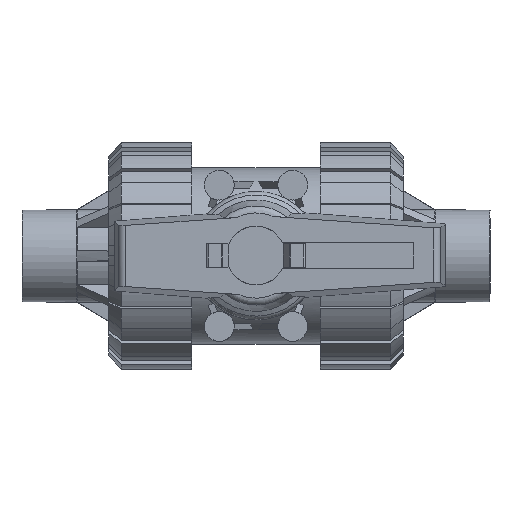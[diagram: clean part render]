
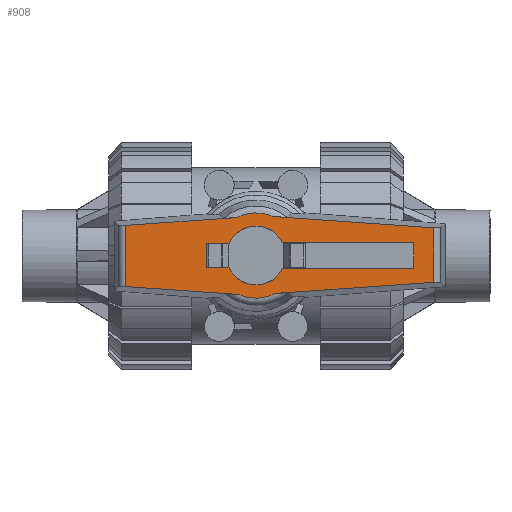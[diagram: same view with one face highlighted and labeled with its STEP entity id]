
A CAD part, top view. The second image highlights one B-rep face of the part: STEP entity #908.
In plain terms, the highlighted planar face has unit normal (0, 0, 1).
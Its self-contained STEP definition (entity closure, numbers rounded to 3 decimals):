
#908=ADVANCED_FACE('',(#2126,#2127),#2128,.T.);
#2126=FACE_BOUND('',#3724,.T.);
#2127=FACE_OUTER_BOUND('',#3725,.T.);
#2128=PLANE('',#3726);
#3724=EDGE_LOOP('',(#7002,#7003,#7004,#7005,#7006,#7007,#7008,#7009));
#3725=EDGE_LOOP('',(#7010,#7011,#7012,#7013,#7014,#7015,#7016,#7017));
#3726=AXIS2_PLACEMENT_3D('',#7018,#7019,#7020);
#7002=ORIENTED_EDGE('',*,*,#10947,.T.);
#7003=ORIENTED_EDGE('',*,*,#11018,.T.);
#7004=ORIENTED_EDGE('',*,*,#11125,.T.);
#7005=ORIENTED_EDGE('',*,*,#11133,.T.);
#7006=ORIENTED_EDGE('',*,*,#10929,.T.);
#7007=ORIENTED_EDGE('',*,*,#10869,.T.);
#7008=ORIENTED_EDGE('',*,*,#10860,.T.);
#7009=ORIENTED_EDGE('',*,*,#10938,.T.);
#7010=ORIENTED_EDGE('',*,*,#11081,.T.);
#7011=ORIENTED_EDGE('',*,*,#11246,.T.);
#7012=ORIENTED_EDGE('',*,*,#11173,.T.);
#7013=ORIENTED_EDGE('',*,*,#11191,.F.);
#7014=ORIENTED_EDGE('',*,*,#11114,.T.);
#7015=ORIENTED_EDGE('',*,*,#11217,.T.);
#7016=ORIENTED_EDGE('',*,*,#11160,.T.);
#7017=ORIENTED_EDGE('',*,*,#11189,.T.);
#7018=CARTESIAN_POINT('',(5.807,0.0,116.0));
#7019=DIRECTION('',(0.0,0.0,1.0));
#7020=DIRECTION('',(1.0,0.0,0.0));
#10860=EDGE_CURVE('',#12908,#12909,#12910,.T.);
#10869=EDGE_CURVE('',#12923,#12908,#12924,.T.);
#10929=EDGE_CURVE('',#13020,#12923,#13021,.T.);
#10938=EDGE_CURVE('',#12909,#13034,#13035,.T.);
#10947=EDGE_CURVE('',#13034,#13045,#13046,.T.);
#11018=EDGE_CURVE('',#13045,#13137,#13139,.T.);
#11081=EDGE_CURVE('',#13245,#13243,#13246,.T.);
#11114=EDGE_CURVE('',#13302,#13300,#13303,.T.);
#11125=EDGE_CURVE('',#13137,#13320,#13321,.T.);
#11133=EDGE_CURVE('',#13320,#13020,#13330,.T.);
#11160=EDGE_CURVE('',#13367,#13365,#13368,.T.);
#11173=EDGE_CURVE('',#13389,#13387,#13390,.T.);
#11189=EDGE_CURVE('',#13365,#13245,#13409,.T.);
#11191=EDGE_CURVE('',#13302,#13387,#13411,.T.);
#11217=EDGE_CURVE('',#13300,#13367,#13443,.T.);
#11246=EDGE_CURVE('',#13243,#13389,#13472,.T.);
#12908=VERTEX_POINT('',#15929);
#12909=VERTEX_POINT('',#15930);
#12910=LINE('',#15931,#15932);
#12923=VERTEX_POINT('',#15951);
#12924=LINE('',#15952,#15953);
#13020=VERTEX_POINT('',#16082);
#13021=CIRCLE('',#16083,8.0);
#13034=VERTEX_POINT('',#16098);
#13035=LINE('',#16099,#16100);
#13045=VERTEX_POINT('',#16115);
#13046=CIRCLE('',#16116,8.0);
#13137=VERTEX_POINT('',#16240);
#13139=LINE('',#16243,#16244);
#13243=VERTEX_POINT('',#16546);
#13245=VERTEX_POINT('',#16577);
#13246=LINE('',#16578,#16579);
#13300=VERTEX_POINT('',#16752);
#13302=VERTEX_POINT('',#16783);
#13303=LINE('',#16784,#16785);
#13320=VERTEX_POINT('',#16807);
#13321=LINE('',#16808,#16809);
#13330=LINE('',#16821,#16822);
#13365=VERTEX_POINT('',#16867);
#13367=VERTEX_POINT('',#16869);
#13368=LINE('',#16870,#16871);
#13387=VERTEX_POINT('',#16956);
#13389=VERTEX_POINT('',#16958);
#13390=LINE('',#16959,#16960);
#13409=LINE('',#17047,#17048);
#13411=LINE('',#17050,#17051);
#13443=CIRCLE('',#17153,11.613);
#13472=CIRCLE('',#17182,11.613);
#15929=CARTESIAN_POINT('',(42.917,3.5,116.0));
#15930=CARTESIAN_POINT('',(42.917,-3.5,116.0));
#15931=CARTESIAN_POINT('',(42.917,0.0,116.0));
#15932=VECTOR('',#23123,1.0);
#15951=CARTESIAN_POINT('',(7.194,3.5,116.0));
#15952=CARTESIAN_POINT('',(13.632,3.5,116.0));
#15953=VECTOR('',#23130,1.0);
#16082=CARTESIAN_POINT('',(-7.354,3.15,116.0));
#16083=AXIS2_PLACEMENT_3D('',#23218,#23219,#23220);
#16098=CARTESIAN_POINT('',(7.194,-3.5,116.0));
#16099=CARTESIAN_POINT('',(13.632,-3.5,116.0));
#16100=VECTOR('',#23235,1.0);
#16115=CARTESIAN_POINT('',(-7.354,-3.15,116.0));
#16116=AXIS2_PLACEMENT_3D('',#23241,#23242,#23243);
#16240=CARTESIAN_POINT('',(-13.417,-3.15,116.0));
#16243=CARTESIAN_POINT('',(-2.269,-3.15,116.0));
#16244=VECTOR('',#23311,1.0);
#16546=CARTESIAN_POINT('',(-4.722,-10.61,116.0));
#16577=CARTESIAN_POINT('',(-35.537,-8.455,116.0));
#16578=CARTESIAN_POINT('',(-3.994,-10.661,116.0));
#16579=VECTOR('',#23364,1.0);
#16752=CARTESIAN_POINT('',(4.722,10.61,116.0));
#16783=CARTESIAN_POINT('',(48.412,7.555,116.0));
#16784=CARTESIAN_POINT('',(27.206,9.038,116.0));
#16785=VECTOR('',#23391,1.0);
#16807=CARTESIAN_POINT('',(-13.417,3.15,116.0));
#16808=CARTESIAN_POINT('',(-13.417,4.725,116.0));
#16809=VECTOR('',#23406,1.0);
#16821=CARTESIAN_POINT('',(-2.269,3.15,116.0));
#16822=VECTOR('',#23413,1.0);
#16867=CARTESIAN_POINT('',(-35.537,8.207,116.0));
#16869=CARTESIAN_POINT('',(-5.327,10.319,116.0));
#16870=CARTESIAN_POINT('',(-3.1,10.475,116.0));
#16871=VECTOR('',#23445,1.0);
#16956=CARTESIAN_POINT('',(48.412,-7.307,116.0));
#16958=CARTESIAN_POINT('',(5.327,-10.319,116.0));
#16959=CARTESIAN_POINT('',(28.065,-8.729,116.0));
#16960=VECTOR('',#23458,1.0);
#17047=CARTESIAN_POINT('',(-35.537,12.6,116.0));
#17048=VECTOR('',#23464,1.0);
#17050=CARTESIAN_POINT('',(48.412,12.6,116.0));
#17051=VECTOR('',#23465,1.0);
#17153=AXIS2_PLACEMENT_3D('',#23498,#23499,#23500);
#17182=AXIS2_PLACEMENT_3D('',#23534,#23535,#23536);
#23123=DIRECTION('',(0.0,-1.0,0.0));
#23130=DIRECTION('',(1.0,0.0,-0.0));
#23218=CARTESIAN_POINT('',(0.0,0.0,116.0));
#23219=DIRECTION('',(0.0,0.0,-1.0));
#23220=DIRECTION('',(1.0,0.0,0.0));
#23235=DIRECTION('',(-1.0,0.0,0.0));
#23241=CARTESIAN_POINT('',(0.0,0.0,116.0));
#23242=DIRECTION('',(0.0,0.0,-1.0));
#23243=DIRECTION('',(1.0,0.0,0.0));
#23311=DIRECTION('',(-1.0,0.0,0.0));
#23364=DIRECTION('',(0.998,-0.07,0.0));
#23391=DIRECTION('',(-0.998,0.07,0.0));
#23406=DIRECTION('',(0.0,1.0,-0.0));
#23413=DIRECTION('',(1.0,0.0,0.0));
#23445=DIRECTION('',(-0.998,-0.07,0.0));
#23458=DIRECTION('',(0.998,0.07,-0.0));
#23464=DIRECTION('',(0.0,-1.0,0.0));
#23465=DIRECTION('',(0.0,-1.0,0.0));
#23498=CARTESIAN_POINT('',(0.0,0.0,116.0));
#23499=DIRECTION('',(0.0,0.0,1.0));
#23500=DIRECTION('',(1.0,0.0,0.0));
#23534=CARTESIAN_POINT('',(0.0,0.0,116.0));
#23535=DIRECTION('',(0.0,0.0,1.0));
#23536=DIRECTION('',(1.0,0.0,0.0));
